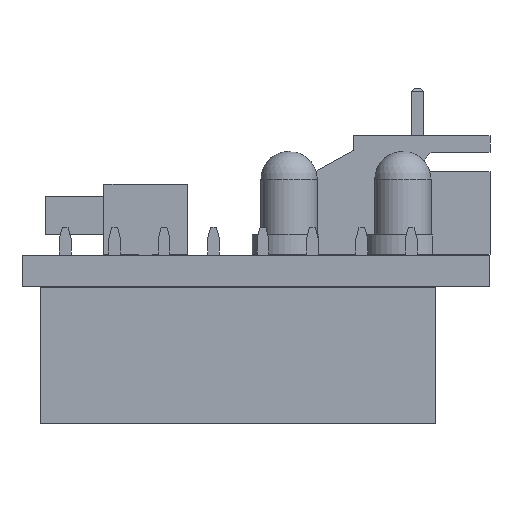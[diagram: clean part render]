
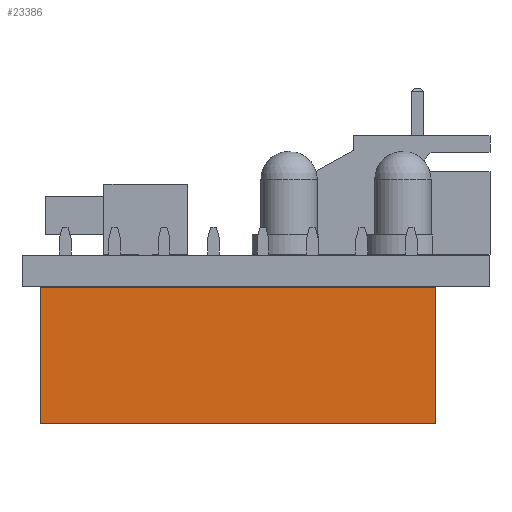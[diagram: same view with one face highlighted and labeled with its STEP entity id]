
A CAD part, left-side view. The second image highlights one B-rep face of the part: STEP entity #23386.
In plain terms, the highlighted planar face has unit normal (-1, 0, 0).
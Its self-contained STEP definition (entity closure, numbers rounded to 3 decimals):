
#20220 = PLANE('',#20221);
#20221 = AXIS2_PLACEMENT_3D('',#20222,#20223,#20224);
#20222 = CARTESIAN_POINT('',(-1.27,-19.05,0.));
#20223 = DIRECTION('',(0.,1.,0.));
#20224 = DIRECTION('',(1.,0.,0.));
#20248 = PLANE('',#20249);
#20249 = AXIS2_PLACEMENT_3D('',#20250,#20251,#20252);
#20250 = CARTESIAN_POINT('',(1.27,-19.05,7.));
#20251 = DIRECTION('',(-0.,0.,-1.));
#20252 = DIRECTION('',(0.,-1.,-0.));
#20276 = PLANE('',#20277);
#20277 = AXIS2_PLACEMENT_3D('',#20278,#20279,#20280);
#20278 = CARTESIAN_POINT('',(1.27,1.27,0.));
#20279 = DIRECTION('',(0.,-1.,0.));
#20280 = DIRECTION('',(-1.,0.,0.));
#20318 = VERTEX_POINT('',#20319);
#20319 = CARTESIAN_POINT('',(-1.27,-19.05,0.));
#20335 = PLANE('',#20336);
#20336 = AXIS2_PLACEMENT_3D('',#20337,#20338,#20339);
#20337 = CARTESIAN_POINT('',(1.27,-19.05,0.));
#20338 = DIRECTION('',(-0.,0.,-1.));
#20339 = DIRECTION('',(0.,-1.,-0.));
#20347 = EDGE_CURVE('',#20318,#20348,#20350,.T.);
#20348 = VERTEX_POINT('',#20349);
#20349 = CARTESIAN_POINT('',(-1.27,-19.05,7.));
#20350 = SURFACE_CURVE('',#20351,(#20355,#20362),.PCURVE_S1.);
#20351 = LINE('',#20352,#20353);
#20352 = CARTESIAN_POINT('',(-1.27,-19.05,0.));
#20353 = VECTOR('',#20354,1.);
#20354 = DIRECTION('',(0.,0.,1.));
#20355 = PCURVE('',#20220,#20356);
#20356 = DEFINITIONAL_REPRESENTATION('',(#20357),#20361);
#20357 = LINE('',#20358,#20359);
#20358 = CARTESIAN_POINT('',(0.,0.));
#20359 = VECTOR('',#20360,1.);
#20360 = DIRECTION('',(0.,-1.));
#20361 = ( GEOMETRIC_REPRESENTATION_CONTEXT(2) 
PARAMETRIC_REPRESENTATION_CONTEXT() REPRESENTATION_CONTEXT('2D SPACE',''
  ) );
#20362 = PCURVE('',#20363,#20368);
#20363 = PLANE('',#20364);
#20364 = AXIS2_PLACEMENT_3D('',#20365,#20366,#20367);
#20365 = CARTESIAN_POINT('',(-1.27,1.27,0.));
#20366 = DIRECTION('',(1.,0.,0.));
#20367 = DIRECTION('',(0.,-1.,0.));
#20368 = DEFINITIONAL_REPRESENTATION('',(#20369),#20373);
#20369 = LINE('',#20370,#20371);
#20370 = CARTESIAN_POINT('',(20.32,0.));
#20371 = VECTOR('',#20372,1.);
#20372 = DIRECTION('',(0.,-1.));
#20373 = ( GEOMETRIC_REPRESENTATION_CONTEXT(2) 
PARAMETRIC_REPRESENTATION_CONTEXT() REPRESENTATION_CONTEXT('2D SPACE',''
  ) );
#20530 = VERTEX_POINT('',#20531);
#20531 = CARTESIAN_POINT('',(-1.27,1.27,7.));
#20552 = EDGE_CURVE('',#20553,#20530,#20555,.T.);
#20553 = VERTEX_POINT('',#20554);
#20554 = CARTESIAN_POINT('',(-1.27,1.27,0.));
#20555 = SURFACE_CURVE('',#20556,(#20560,#20567),.PCURVE_S1.);
#20556 = LINE('',#20557,#20558);
#20557 = CARTESIAN_POINT('',(-1.27,1.27,0.));
#20558 = VECTOR('',#20559,1.);
#20559 = DIRECTION('',(0.,0.,1.));
#20560 = PCURVE('',#20276,#20561);
#20561 = DEFINITIONAL_REPRESENTATION('',(#20562),#20566);
#20562 = LINE('',#20563,#20564);
#20563 = CARTESIAN_POINT('',(2.54,0.));
#20564 = VECTOR('',#20565,1.);
#20565 = DIRECTION('',(0.,-1.));
#20566 = ( GEOMETRIC_REPRESENTATION_CONTEXT(2) 
PARAMETRIC_REPRESENTATION_CONTEXT() REPRESENTATION_CONTEXT('2D SPACE',''
  ) );
#20567 = PCURVE('',#20363,#20568);
#20568 = DEFINITIONAL_REPRESENTATION('',(#20569),#20573);
#20569 = LINE('',#20570,#20571);
#20570 = CARTESIAN_POINT('',(0.,0.));
#20571 = VECTOR('',#20572,1.);
#20572 = DIRECTION('',(0.,-1.));
#20573 = ( GEOMETRIC_REPRESENTATION_CONTEXT(2) 
PARAMETRIC_REPRESENTATION_CONTEXT() REPRESENTATION_CONTEXT('2D SPACE',''
  ) );
#20697 = EDGE_CURVE('',#20530,#20348,#20698,.T.);
#20698 = SURFACE_CURVE('',#20699,(#20703,#20710),.PCURVE_S1.);
#20699 = LINE('',#20700,#20701);
#20700 = CARTESIAN_POINT('',(-1.27,1.27,7.));
#20701 = VECTOR('',#20702,1.);
#20702 = DIRECTION('',(0.,-1.,0.));
#20703 = PCURVE('',#20248,#20704);
#20704 = DEFINITIONAL_REPRESENTATION('',(#20705),#20709);
#20705 = LINE('',#20706,#20707);
#20706 = CARTESIAN_POINT('',(-20.32,2.54));
#20707 = VECTOR('',#20708,1.);
#20708 = DIRECTION('',(1.,0.));
#20709 = ( GEOMETRIC_REPRESENTATION_CONTEXT(2) 
PARAMETRIC_REPRESENTATION_CONTEXT() REPRESENTATION_CONTEXT('2D SPACE',''
  ) );
#20710 = PCURVE('',#20363,#20711);
#20711 = DEFINITIONAL_REPRESENTATION('',(#20712),#20716);
#20712 = LINE('',#20713,#20714);
#20713 = CARTESIAN_POINT('',(0.,-7.));
#20714 = VECTOR('',#20715,1.);
#20715 = DIRECTION('',(1.,0.));
#20716 = ( GEOMETRIC_REPRESENTATION_CONTEXT(2) 
PARAMETRIC_REPRESENTATION_CONTEXT() REPRESENTATION_CONTEXT('2D SPACE',''
  ) );
#21656 = EDGE_CURVE('',#20553,#20318,#21657,.T.);
#21657 = SURFACE_CURVE('',#21658,(#21662,#21669),.PCURVE_S1.);
#21658 = LINE('',#21659,#21660);
#21659 = CARTESIAN_POINT('',(-1.27,1.27,0.));
#21660 = VECTOR('',#21661,1.);
#21661 = DIRECTION('',(0.,-1.,0.));
#21662 = PCURVE('',#20335,#21663);
#21663 = DEFINITIONAL_REPRESENTATION('',(#21664),#21668);
#21664 = LINE('',#21665,#21666);
#21665 = CARTESIAN_POINT('',(-20.32,2.54));
#21666 = VECTOR('',#21667,1.);
#21667 = DIRECTION('',(1.,0.));
#21668 = ( GEOMETRIC_REPRESENTATION_CONTEXT(2) 
PARAMETRIC_REPRESENTATION_CONTEXT() REPRESENTATION_CONTEXT('2D SPACE',''
  ) );
#21669 = PCURVE('',#20363,#21670);
#21670 = DEFINITIONAL_REPRESENTATION('',(#21671),#21675);
#21671 = LINE('',#21672,#21673);
#21672 = CARTESIAN_POINT('',(0.,0.));
#21673 = VECTOR('',#21674,1.);
#21674 = DIRECTION('',(1.,0.));
#21675 = ( GEOMETRIC_REPRESENTATION_CONTEXT(2) 
PARAMETRIC_REPRESENTATION_CONTEXT() REPRESENTATION_CONTEXT('2D SPACE',''
  ) );
#23386 = ADVANCED_FACE('',(#23387),#20363,.F.);
#23387 = FACE_BOUND('',#23388,.F.);
#23388 = EDGE_LOOP('',(#23389,#23390,#23391,#23392));
#23389 = ORIENTED_EDGE('',*,*,#20552,.T.);
#23390 = ORIENTED_EDGE('',*,*,#20697,.T.);
#23391 = ORIENTED_EDGE('',*,*,#20347,.F.);
#23392 = ORIENTED_EDGE('',*,*,#21656,.F.);
